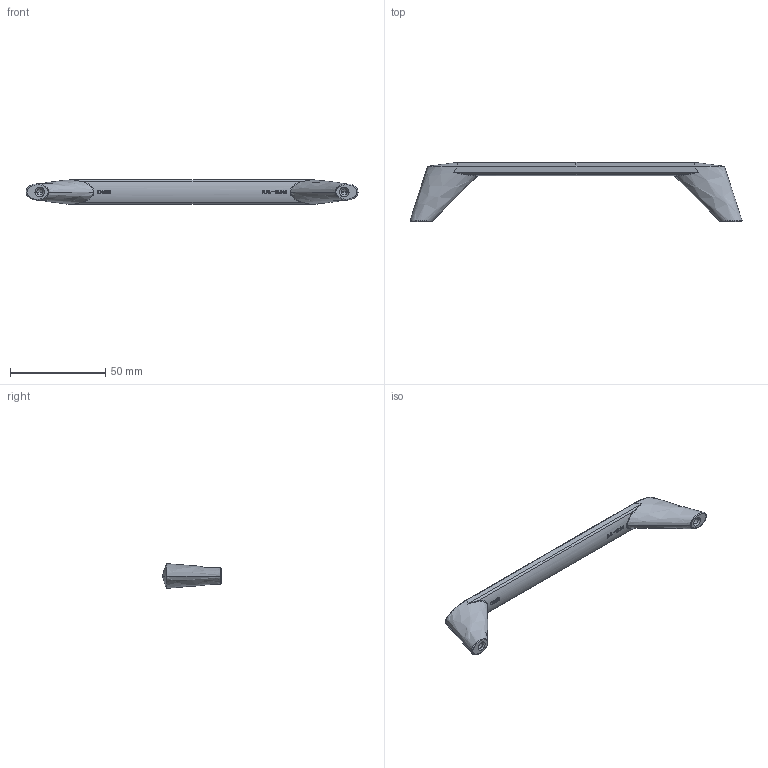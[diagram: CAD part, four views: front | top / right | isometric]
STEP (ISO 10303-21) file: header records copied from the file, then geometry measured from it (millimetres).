
FILE_DESCRIPTION(('Creo Elements/Direct Modeling STEP Export'),'2;1');
FILE_NAME('2413-175.stp','2019-11-11T14:03:41',(''),(''),'Creo Elements/Direct Modeling STEP processor for AP214 (Solid Model)','Creo Elements/Direct Modeling 20.0 12-Nov-2016 (C) Parametric Technology GmbH','');
FILE_SCHEMA(('AUTOMOTIVE_DESIGN { 1 0 10303 214 1 1 1 1 }'));
Length unit declared in the file: millimetre
Products named in the file (1): ZN-10272
Bounding box: 174.42 x 30.99 x 12.94 mm (x, y, z)
Volume: 18712.4 mm3; surface area: 7578.5 mm2
Topology: 1 solids, 1 shells, 480 faces, 1351 edges, 884 vertices
Faces by surface type: plane 410, bspline 36, cylinder 26, cone 8
Entity records: 20814 total; most frequent: CARTESIAN_POINT 8040, DIRECTION 2852, ORIENTED_EDGE 2686, EDGE_CURVE 1343, AXIS2_PLACEMENT_3D 1150, VERTEX_POINT 884, ELLIPSE 596, VECTOR 552
